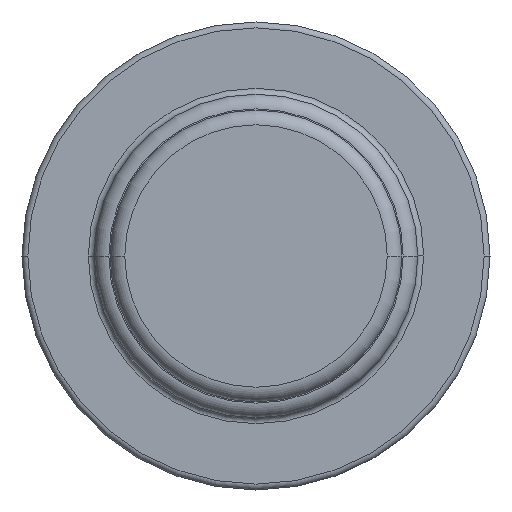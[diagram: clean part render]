
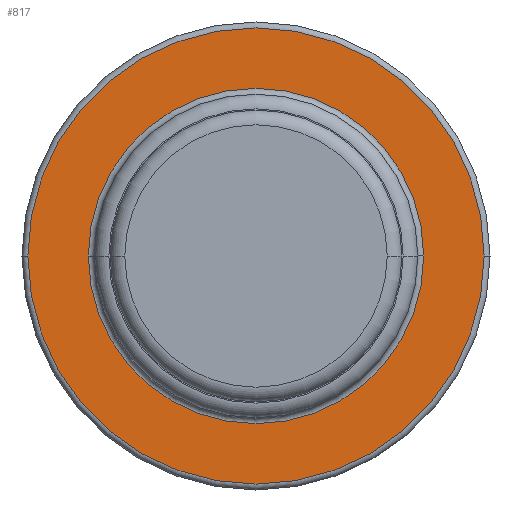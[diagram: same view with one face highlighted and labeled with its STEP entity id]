
A CAD part, front view. The second image highlights one B-rep face of the part: STEP entity #817.
In plain terms, the highlighted planar face has unit normal (0, -1, 0).
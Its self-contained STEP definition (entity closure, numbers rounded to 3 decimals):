
#188=CARTESIAN_POINT('',(0.,0.,0.));
#189=DIRECTION('',(0.,-1.,0.));
#190=DIRECTION('',(-1.,0.,0.));
#191=AXIS2_PLACEMENT_3D('',#188,#189,#190);
#193=CARTESIAN_POINT('',(0.,0.,0.));
#194=DIRECTION('',(0.,-1.,0.));
#195=DIRECTION('',(1.,0.,0.));
#196=AXIS2_PLACEMENT_3D('',#193,#194,#195);
#198=CARTESIAN_POINT('',(0.,0.,0.));
#199=DIRECTION('',(0.,1.,0.));
#200=DIRECTION('',(1.,0.,0.));
#201=AXIS2_PLACEMENT_3D('',#198,#199,#200);
#203=CARTESIAN_POINT('',(0.,0.,0.));
#204=DIRECTION('',(0.,1.,0.));
#205=DIRECTION('',(-1.,0.,0.));
#206=AXIS2_PLACEMENT_3D('',#203,#204,#205);
#497=CARTESIAN_POINT('',(2.855,0.,0.));
#498=CARTESIAN_POINT('',(-2.855,0.,0.));
#499=VERTEX_POINT('',#497);
#500=VERTEX_POINT('',#498);
#501=CARTESIAN_POINT('',(-3.885,0.,0.));
#502=CARTESIAN_POINT('',(3.885,0.,0.));
#503=VERTEX_POINT('',#501);
#504=VERTEX_POINT('',#502);
#801=CARTESIAN_POINT('',(0.,0.,0.));
#802=DIRECTION('',(0.,-1.,0.));
#803=DIRECTION('',(-1.,0.,0.));
#804=AXIS2_PLACEMENT_3D('',#801,#802,#803);
#805=PLANE('',#804);
#806=ORIENTED_EDGE('',*,*,#791,.F.);
#808=ORIENTED_EDGE('',*,*,#807,.F.);
#809=EDGE_LOOP('',(#806,#808));
#810=FACE_OUTER_BOUND('',#809,.F.);
#812=ORIENTED_EDGE('',*,*,#811,.F.);
#814=ORIENTED_EDGE('',*,*,#813,.F.);
#815=EDGE_LOOP('',(#812,#814));
#816=FACE_BOUND('',#815,.F.);
#817=ADVANCED_FACE('',(#810,#816),#805,.T.);
#192=CIRCLE('',#191,3.885);
#197=CIRCLE('',#196,3.885);
#202=CIRCLE('',#201,2.855);
#207=CIRCLE('',#206,2.855);
#791=EDGE_CURVE('',#503,#504,#192,.T.);
#807=EDGE_CURVE('',#504,#503,#197,.T.);
#811=EDGE_CURVE('',#499,#500,#202,.T.);
#813=EDGE_CURVE('',#500,#499,#207,.T.);
